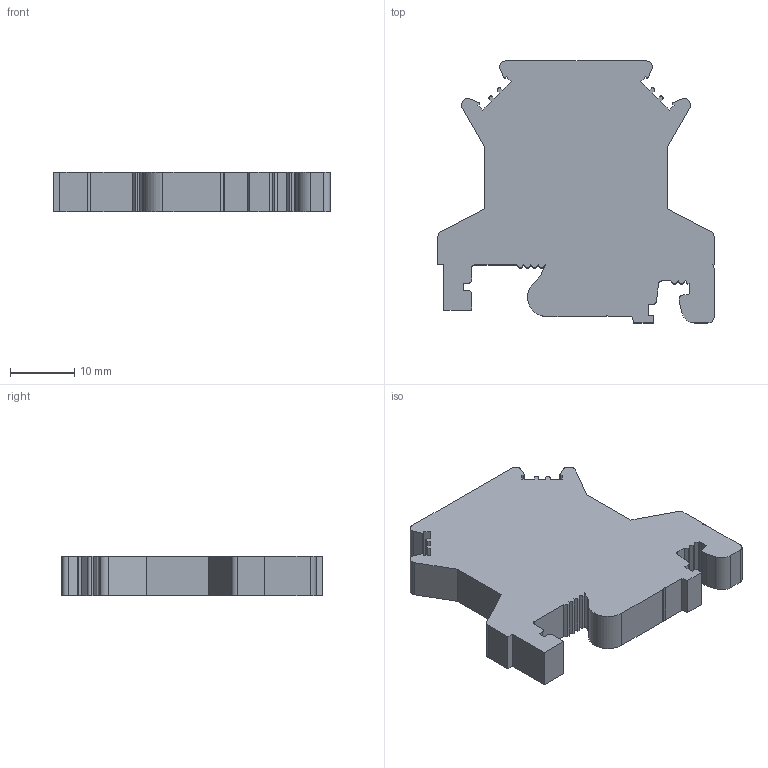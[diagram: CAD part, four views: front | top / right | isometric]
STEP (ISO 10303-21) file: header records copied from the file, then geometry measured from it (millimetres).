
FILE_DESCRIPTION(/* description */ (''),/* implementation_level */ '2;1');
FILE_NAME(/* name */ '302903.stp',/* time_stamp */ '2019-11-16T10:37:57+08:00',/* author */ (''),/* organization */ (''),/* preprocessor_version */ 'ST-DEVELOPER v16',/* originating_system */ 'SIEMENS PLM Software NX 10.0',/* authorisation */ '');
FILE_SCHEMA (('CONFIG_CONTROL_DESIGN'));
Length unit declared in the file: millimetre
Products named in the file (1): 302903
Bounding box: 42.9 x 40.63 x 6.1 mm (x, y, z)
Volume: 7478.2 mm3; surface area: 3768.6 mm2
Topology: 1 solids, 1 shells, 122 faces, 360 edges, 240 vertices
Faces by surface type: plane 91, cylinder 31
Entity records: 4130 total; most frequent: CARTESIAN_POINT 723, ORIENTED_EDGE 720, DIRECTION 668, EDGE_CURVE 360, LINE 298, VECTOR 298, VERTEX_POINT 240, AXIS2_PLACEMENT_3D 185
